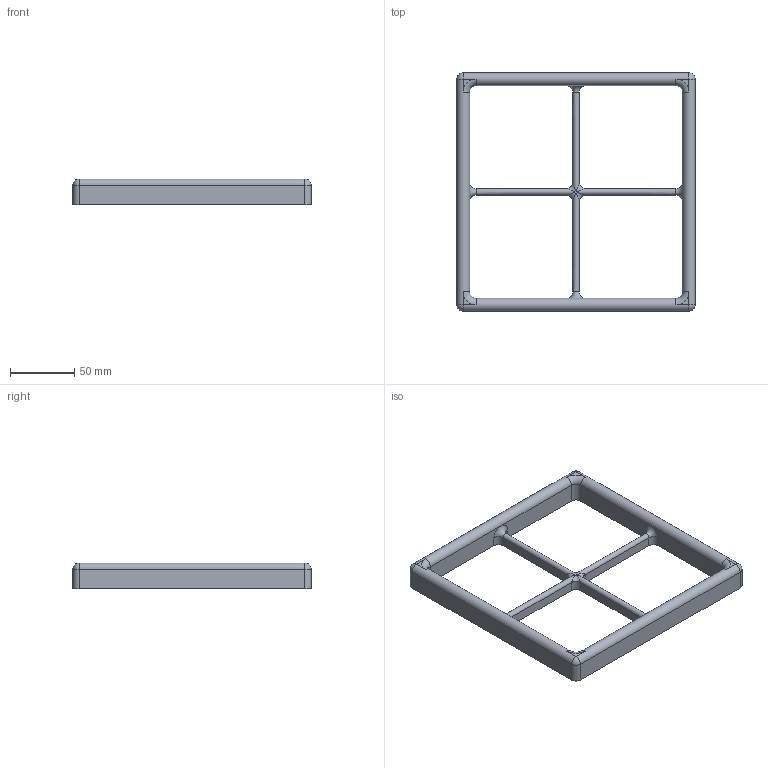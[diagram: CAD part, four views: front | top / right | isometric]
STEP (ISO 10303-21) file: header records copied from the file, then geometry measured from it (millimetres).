
FILE_DESCRIPTION(('STEP AP242'), '1');
FILE_NAME('Feed_mold', '2025-02-17T11:42:30', ('Dima'), (''), 'C3D Converter', 'C3D Toolkit', '');
FILE_SCHEMA(('AP242_MANAGED_MODEL_BASED_3D_ENGINEERING_MIM_LF { 1 0 10303 442 1 1 4 }'));
Length unit declared in the file: millimetre
Bounding box: 185 x 185 x 20 mm (x, y, z)
Volume: 148723.2 mm3; surface area: 47295 mm2
Topology: 1 solids, 1 shells, 69 faces, 176 edges, 97 vertices
Faces by surface type: cylinder 28, plane 25, torus 8, sphere 4, bspline 4
Entity records: 3230 total; most frequent: CARTESIAN_POINT 1003, DIRECTION 356, ORIENTED_EDGE 336, EDGE_CURVE 168, AXIS2_PLACEMENT_3D 134, VERTEX_POINT 97, LINE 88, VECTOR 88
